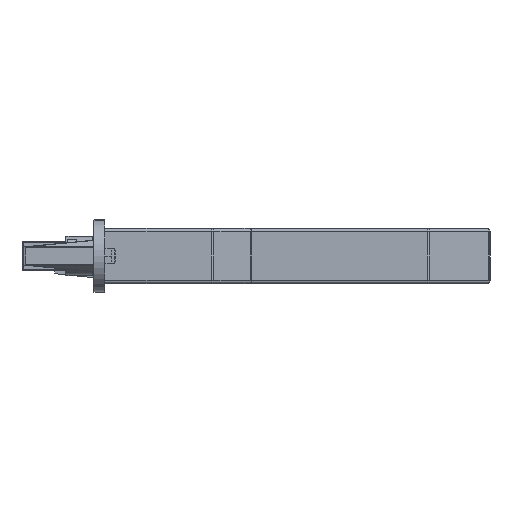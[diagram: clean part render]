
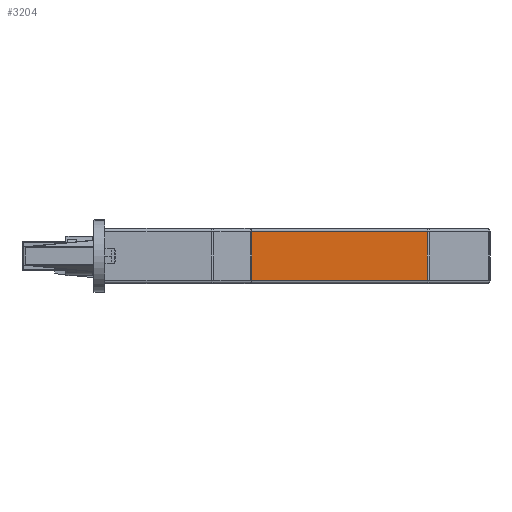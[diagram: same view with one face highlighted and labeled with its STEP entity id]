
A CAD part, front view. The second image highlights one B-rep face of the part: STEP entity #3204.
In plain terms, the highlighted face is planar.
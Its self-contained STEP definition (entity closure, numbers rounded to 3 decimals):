
#90 = ORIENTED_EDGE ( 'NONE', *, *, #13716, .T. ) ;
#144 = DIRECTION ( 'NONE',  ( 0., 0., 1. ) ) ;
#760 = VERTEX_POINT ( 'NONE', #9110 ) ;
#1267 = EDGE_LOOP ( 'NONE', ( #22995, #14849, #15917, #90 ) ) ;
#1535 = CARTESIAN_POINT ( 'NONE',  ( 103.586, 145.3, -0.75 ) ) ;
#1721 = LINE ( 'NONE', #8895, #8643 ) ;
#2196 = CARTESIAN_POINT ( 'NONE',  ( 14., 145.3, 12.75 ) ) ;
#2510 = EDGE_LOOP ( 'NONE', ( #7940, #3482 ) ) ;
#2780 = VERTEX_POINT ( 'NONE', #21727 ) ;
#2896 = LINE ( 'NONE', #8402, #21970 ) ;
#3060 = VERTEX_POINT ( 'NONE', #11997 ) ;
#3204 = ADVANCED_FACE ( 'NONE', ( #20366, #5615 ), #11135, .T. ) ;
#3374 = AXIS2_PLACEMENT_3D ( 'NONE', #4924, #9967, #8509 ) ;
#3482 = ORIENTED_EDGE ( 'NONE', *, *, #18430, .T. ) ;
#4273 = VERTEX_POINT ( 'NONE', #13083 ) ;
#4924 = CARTESIAN_POINT ( 'NONE',  ( 44.75, 145.3, 6. ) ) ;
#5008 = AXIS2_PLACEMENT_3D ( 'NONE', #9330, #12903, #144 ) ;
#5451 = CARTESIAN_POINT ( 'NONE',  ( 44.75, 145.3, 7.75 ) ) ;
#5615 = FACE_OUTER_BOUND ( 'NONE', #1267, .T. ) ;
#5864 = EDGE_CURVE ( 'NONE', #2780, #7775, #1721, .T. ) ;
#6503 = EDGE_CURVE ( 'NONE', #3060, #4273, #8705, .T. ) ;
#6677 = CARTESIAN_POINT ( 'NONE',  ( 14., 145.3, -1.75 ) ) ;
#6719 = DIRECTION ( 'NONE',  ( -1., 0., 0. ) ) ;
#7775 = VERTEX_POINT ( 'NONE', #1535 ) ;
#7940 = ORIENTED_EDGE ( 'NONE', *, *, #13688, .T. ) ;
#8402 = CARTESIAN_POINT ( 'NONE',  ( 14., 145.3, -0.75 ) ) ;
#8509 = DIRECTION ( 'NONE',  ( 0., 0., -1. ) ) ;
#8643 = VECTOR ( 'NONE', #14718, 1000. ) ;
#8705 = LINE ( 'NONE', #6677, #9810 ) ;
#8895 = CARTESIAN_POINT ( 'NONE',  ( 103.586, 145.3, -1.75 ) ) ;
#9110 = CARTESIAN_POINT ( 'NONE',  ( 44.75, 145.3, 4.25 ) ) ;
#9203 = CARTESIAN_POINT ( 'NONE',  ( 44.75, 145.3, 6. ) ) ;
#9330 = CARTESIAN_POINT ( 'NONE',  ( 14., 145.3, -1.75 ) ) ;
#9810 = VECTOR ( 'NONE', #21167, 1000. ) ;
#9967 = DIRECTION ( 'NONE',  ( 0., -1., 0. ) ) ;
#10536 = VECTOR ( 'NONE', #22411, 1000. ) ;
#10756 = DIRECTION ( 'NONE',  ( 0., -1., 0. ) ) ;
#11135 = PLANE ( 'NONE',  #5008 ) ;
#11997 = CARTESIAN_POINT ( 'NONE',  ( 14., 145.3, -0.75 ) ) ;
#12879 = DIRECTION ( 'NONE',  ( 0., 0., -1. ) ) ;
#12903 = DIRECTION ( 'NONE',  ( 0., 1., 0. ) ) ;
#13083 = CARTESIAN_POINT ( 'NONE',  ( 14., 145.3, 12.75 ) ) ;
#13688 = EDGE_CURVE ( 'NONE', #760, #18799, #20078, .T. ) ;
#13716 = EDGE_CURVE ( 'NONE', #7775, #3060, #2896, .T. ) ;
#14718 = DIRECTION ( 'NONE',  ( 0., 0., -1. ) ) ;
#14849 = ORIENTED_EDGE ( 'NONE', *, *, #23353, .T. ) ;
#15189 = LINE ( 'NONE', #2196, #10536 ) ;
#15917 = ORIENTED_EDGE ( 'NONE', *, *, #5864, .T. ) ;
#16512 = CIRCLE ( 'NONE', #17668, 1.75 ) ;
#17668 = AXIS2_PLACEMENT_3D ( 'NONE', #9203, #10756, #12879 ) ;
#18430 = EDGE_CURVE ( 'NONE', #18799, #760, #16512, .T. ) ;
#18799 = VERTEX_POINT ( 'NONE', #5451 ) ;
#20078 = CIRCLE ( 'NONE', #3374, 1.75 ) ;
#20366 = FACE_BOUND ( 'NONE', #2510, .T. ) ;
#21167 = DIRECTION ( 'NONE',  ( 0., 0., 1. ) ) ;
#21727 = CARTESIAN_POINT ( 'NONE',  ( 103.586, 145.3, 12.75 ) ) ;
#21970 = VECTOR ( 'NONE', #6719, 1000. ) ;
#22411 = DIRECTION ( 'NONE',  ( 1., 0., 0. ) ) ;
#22995 = ORIENTED_EDGE ( 'NONE', *, *, #6503, .T. ) ;
#23353 = EDGE_CURVE ( 'NONE', #4273, #2780, #15189, .T. ) ;
